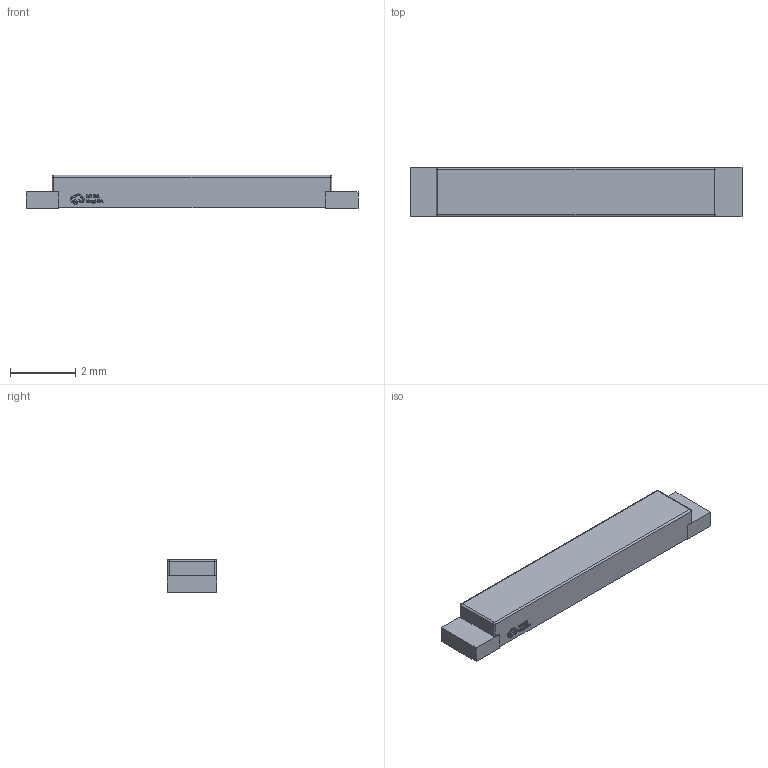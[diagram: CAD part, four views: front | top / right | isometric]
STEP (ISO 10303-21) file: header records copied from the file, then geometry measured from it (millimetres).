
FILE_DESCRIPTION (( 'STEP AP214' ), '1' );
FILE_NAME ('RES-SMD_L10.2-W1.5_HOTCU-10.2D-0R.STEP', '2023-02-20T06:22:55', ( 'PC' ), ( 'Microsoft' ), 'SwSTEP 2.0', 'SolidWorks 2020', '' );
FILE_SCHEMA (( 'AUTOMOTIVE_DESIGN' ));
Length unit declared in the file: millimetre
Products named in the file (1): RES-SMD_L10.2-W1.5_HOTCU-10.2D-0R
Bounding box: 10.2 x 1.52 x 1.02 mm (x, y, z)
Volume: 14.2 mm3; surface area: 52.3 mm2
Topology: 1 solids, 1 shells, 254 faces, 691 edges, 454 vertices
Faces by surface type: plane 144, bspline 98, cylinder 8, sphere 4
Entity records: 11251 total; most frequent: CARTESIAN_POINT 2702, ORIENTED_EDGE 1374, DIRECTION 817, EDGE_CURVE 687, VECTOR 471, LINE 471, VERTEX_POINT 454, EDGE_LOOP 273
